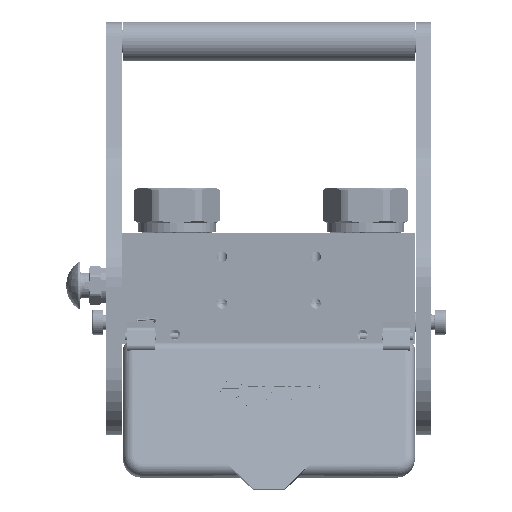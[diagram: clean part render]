
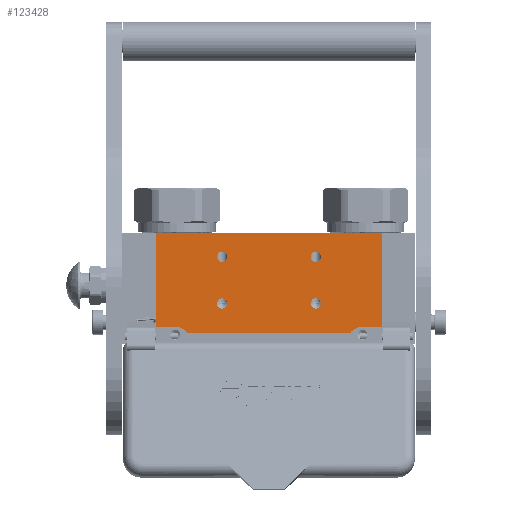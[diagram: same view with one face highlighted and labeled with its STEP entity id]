
A CAD part, left-side view. The second image highlights one B-rep face of the part: STEP entity #123428.
In plain terms, the highlighted face is planar.
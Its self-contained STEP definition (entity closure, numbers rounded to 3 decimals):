
#629 = CARTESIAN_POINT ( 'NONE',  ( 124., 18.3, -108. ) ) ;
#1007 = ORIENTED_EDGE ( 'NONE', *, *, #55065, .F. ) ;
#1941 = CARTESIAN_POINT ( 'NONE',  ( 64., 45., -108. ) ) ;
#2090 = CARTESIAN_POINT ( 'NONE',  ( 154., 60., -108. ) ) ;
#4048 = ORIENTED_EDGE ( 'NONE', *, *, #12743, .T. ) ;
#4225 = CARTESIAN_POINT ( 'NONE',  ( 166.7, 0., -108. ) ) ;
#4359 = DIRECTION ( 'NONE',  ( 0., 0., -1. ) ) ;
#4989 = VERTEX_POINT ( 'NONE', #69502 ) ;
#5815 = ORIENTED_EDGE ( 'NONE', *, *, #32520, .F. ) ;
#7331 = CARTESIAN_POINT ( 'NONE',  ( 64., 18.3, -108. ) ) ;
#9063 = CARTESIAN_POINT ( 'NONE',  ( 166.7, 60., -108. ) ) ;
#9159 = CARTESIAN_POINT ( 'NONE',  ( 21.3, 60., -108. ) ) ;
#10667 = ORIENTED_EDGE ( 'NONE', *, *, #115009, .F. ) ;
#10949 = CARTESIAN_POINT ( 'NONE',  ( 21.3, 60., -108. ) ) ;
#11547 = EDGE_LOOP ( 'NONE', ( #94100, #10667 ) ) ;
#12299 = DIRECTION ( 'NONE',  ( -1., 0., 0. ) ) ;
#12322 = ORIENTED_EDGE ( 'NONE', *, *, #31557, .F. ) ;
#12743 = EDGE_CURVE ( 'NONE', #112153, #97968, #42405, .T. ) ;
#13104 = DIRECTION ( 'NONE',  ( 0., 0., -1. ) ) ;
#13954 = CIRCLE ( 'NONE', #93687, 3.3 ) ;
#15462 = CARTESIAN_POINT ( 'NONE',  ( 42.146, 64.2, -108. ) ) ;
#16331 = DIRECTION ( 'NONE',  ( 0., 1., 0. ) ) ;
#16549 = CIRCLE ( 'NONE', #87073, 3.3 ) ;
#16578 = VECTOR ( 'NONE', #53090, 1000. ) ;
#16703 = CIRCLE ( 'NONE', #17513, 3.3 ) ;
#17217 = DIRECTION ( 'NONE',  ( 0., -1., 0. ) ) ;
#17355 = VECTOR ( 'NONE', #12299, 1000. ) ;
#17513 = AXIS2_PLACEMENT_3D ( 'NONE', #24201, #106282, #66599 ) ;
#17766 = AXIS2_PLACEMENT_3D ( 'NONE', #98491, #78410, #17217 ) ;
#18348 = CIRCLE ( 'NONE', #88396, 3.3 ) ;
#19477 = CARTESIAN_POINT ( 'NONE',  ( 166.7, 0., -108. ) ) ;
#20356 = CIRCLE ( 'NONE', #109855, 3.3 ) ;
#24201 = CARTESIAN_POINT ( 'NONE',  ( 124., 45., -108. ) ) ;
#25759 = CARTESIAN_POINT ( 'NONE',  ( 124., 15., -108. ) ) ;
#27303 = CARTESIAN_POINT ( 'NONE',  ( 124., 48.3, -108. ) ) ;
#27676 = LINE ( 'NONE', #4225, #59583 ) ;
#28231 = CIRCLE ( 'NONE', #57120, 3.3 ) ;
#30191 = VERTEX_POINT ( 'NONE', #44965 ) ;
#31557 = EDGE_CURVE ( 'NONE', #121156, #4989, #71947, .T. ) ;
#32217 = EDGE_LOOP ( 'NONE', ( #45263, #33151 ) ) ;
#32520 = EDGE_CURVE ( 'NONE', #47529, #121156, #109952, .T. ) ;
#32639 = CARTESIAN_POINT ( 'NONE',  ( 166.7, 60., -108. ) ) ;
#33151 = ORIENTED_EDGE ( 'NONE', *, *, #80047, .F. ) ;
#34625 = CARTESIAN_POINT ( 'NONE',  ( 64., 15., -108. ) ) ;
#35139 = CARTESIAN_POINT ( 'NONE',  ( 64., 11.7, -108. ) ) ;
#35355 = CIRCLE ( 'NONE', #39732, 10. ) ;
#36129 = VECTOR ( 'NONE', #75010, 1000. ) ;
#36608 = EDGE_CURVE ( 'NONE', #48044, #55331, #16703, .T. ) ;
#36818 = CARTESIAN_POINT ( 'NONE',  ( 145.854, 64.2, -108. ) ) ;
#36996 = EDGE_CURVE ( 'NONE', #97968, #50735, #115665, .T. ) ;
#39732 = AXIS2_PLACEMENT_3D ( 'NONE', #113446, #83582, #71996 ) ;
#42405 = LINE ( 'NONE', #76800, #87154 ) ;
#43860 = CARTESIAN_POINT ( 'NONE',  ( 124., 15., -108. ) ) ;
#44870 = DIRECTION ( 'NONE',  ( 0., 0., -1. ) ) ;
#44965 = CARTESIAN_POINT ( 'NONE',  ( 64., 48.3, -108. ) ) ;
#45263 = ORIENTED_EDGE ( 'NONE', *, *, #57942, .F. ) ;
#47492 = AXIS2_PLACEMENT_3D ( 'NONE', #19477, #59244, #131000 ) ;
#47529 = VERTEX_POINT ( 'NONE', #36818 ) ;
#47896 = EDGE_CURVE ( 'NONE', #113076, #30191, #28231, .T. ) ;
#48044 = VERTEX_POINT ( 'NONE', #127592 ) ;
#49236 = VERTEX_POINT ( 'NONE', #9063 ) ;
#50735 = VERTEX_POINT ( 'NONE', #10949 ) ;
#51421 = CARTESIAN_POINT ( 'NONE',  ( 21.3, 0., -108. ) ) ;
#51716 = CARTESIAN_POINT ( 'NONE',  ( 34., 70., -108. ) ) ;
#52324 = ORIENTED_EDGE ( 'NONE', *, *, #36608, .F. ) ;
#53090 = DIRECTION ( 'NONE',  ( 0., 1., 0. ) ) ;
#53738 = EDGE_CURVE ( 'NONE', #50735, #4989, #71481, .T. ) ;
#55065 = EDGE_CURVE ( 'NONE', #112018, #94226, #13954, .T. ) ;
#55146 = DIRECTION ( 'NONE',  ( 0., 1., 0. ) ) ;
#55331 = VERTEX_POINT ( 'NONE', #27303 ) ;
#55988 = DIRECTION ( 'NONE',  ( 0., 1., 0. ) ) ;
#56287 = DIRECTION ( 'NONE',  ( -1., 0., 0. ) ) ;
#56960 = CARTESIAN_POINT ( 'NONE',  ( 64., 45., -108. ) ) ;
#57120 = AXIS2_PLACEMENT_3D ( 'NONE', #1941, #74195, #83584 ) ;
#57942 = EDGE_CURVE ( 'NONE', #93353, #128536, #77009, .T. ) ;
#59244 = DIRECTION ( 'NONE',  ( 0., 0., -1. ) ) ;
#59583 = VECTOR ( 'NONE', #55988, 1000. ) ;
#60697 = DIRECTION ( 'NONE',  ( 0.815, -0.58, 0. ) ) ;
#62046 = ORIENTED_EDGE ( 'NONE', *, *, #125249, .F. ) ;
#64815 = EDGE_LOOP ( 'NONE', ( #127481, #4048, #65041, #105179, #12322, #5815, #128243, #113508 ) ) ;
#65041 = ORIENTED_EDGE ( 'NONE', *, *, #36996, .T. ) ;
#65919 = CARTESIAN_POINT ( 'NONE',  ( 124., 11.7, -108. ) ) ;
#66118 = FACE_BOUND ( 'NONE', #83003, .T. ) ;
#66599 = DIRECTION ( 'NONE',  ( 0., -1., 0. ) ) ;
#69502 = CARTESIAN_POINT ( 'NONE',  ( 34., 60., -108. ) ) ;
#71481 = LINE ( 'NONE', #9159, #127185 ) ;
#71486 = CARTESIAN_POINT ( 'NONE',  ( 124., 45., -108. ) ) ;
#71518 = EDGE_CURVE ( 'NONE', #94226, #112018, #18348, .T. ) ;
#71947 = CIRCLE ( 'NONE', #102593, 10. ) ;
#71996 = DIRECTION ( 'NONE',  ( 0., -1., 0. ) ) ;
#74195 = DIRECTION ( 'NONE',  ( 0., 0., -1. ) ) ;
#75010 = DIRECTION ( 'NONE',  ( -1., 0., 0. ) ) ;
#76800 = CARTESIAN_POINT ( 'NONE',  ( 166.7, 0., -108. ) ) ;
#77009 = CIRCLE ( 'NONE', #17766, 3.3 ) ;
#77487 = DIRECTION ( 'NONE',  ( 0., 0., -1. ) ) ;
#77709 = CARTESIAN_POINT ( 'NONE',  ( 64., 41.7, -108. ) ) ;
#78410 = DIRECTION ( 'NONE',  ( 0., 0., -1. ) ) ;
#79267 = DIRECTION ( 'NONE',  ( 1., 0., 0. ) ) ;
#79332 = PLANE ( 'NONE',  #47492 ) ;
#80047 = EDGE_CURVE ( 'NONE', #128536, #93353, #20356, .T. ) ;
#81747 = DIRECTION ( 'NONE',  ( 0., 1., 0. ) ) ;
#83003 = EDGE_LOOP ( 'NONE', ( #1007, #101553 ) ) ;
#83432 = VERTEX_POINT ( 'NONE', #2090 ) ;
#83516 = AXIS2_PLACEMENT_3D ( 'NONE', #56960, #77487, #16331 ) ;
#83582 = DIRECTION ( 'NONE',  ( 0., 0., -1. ) ) ;
#83584 = DIRECTION ( 'NONE',  ( 0., -1., 0. ) ) ;
#83680 = FACE_BOUND ( 'NONE', #32217, .T. ) ;
#83725 = CARTESIAN_POINT ( 'NONE',  ( 145.854, 64.2, -108. ) ) ;
#86980 = EDGE_LOOP ( 'NONE', ( #52324, #62046 ) ) ;
#87073 = AXIS2_PLACEMENT_3D ( 'NONE', #71486, #92500, #81747 ) ;
#87154 = VECTOR ( 'NONE', #56287, 1000. ) ;
#88396 = AXIS2_PLACEMENT_3D ( 'NONE', #25759, #4359, #116768 ) ;
#92500 = DIRECTION ( 'NONE',  ( 0., 0., -1. ) ) ;
#93353 = VERTEX_POINT ( 'NONE', #35139 ) ;
#93687 = AXIS2_PLACEMENT_3D ( 'NONE', #43860, #13104, #115270 ) ;
#94100 = ORIENTED_EDGE ( 'NONE', *, *, #47896, .F. ) ;
#94226 = VERTEX_POINT ( 'NONE', #629 ) ;
#96504 = FACE_BOUND ( 'NONE', #11547, .T. ) ;
#97968 = VERTEX_POINT ( 'NONE', #51421 ) ;
#97998 = EDGE_CURVE ( 'NONE', #83432, #47529, #35355, .T. ) ;
#98491 = CARTESIAN_POINT ( 'NONE',  ( 64., 15., -108. ) ) ;
#101324 = DIRECTION ( 'NONE',  ( 0., 0., -1. ) ) ;
#101553 = ORIENTED_EDGE ( 'NONE', *, *, #71518, .F. ) ;
#102593 = AXIS2_PLACEMENT_3D ( 'NONE', #51716, #101324, #60697 ) ;
#105179 = ORIENTED_EDGE ( 'NONE', *, *, #53738, .T. ) ;
#106043 = FACE_OUTER_BOUND ( 'NONE', #64815, .T. ) ;
#106282 = DIRECTION ( 'NONE',  ( 0., 0., -1. ) ) ;
#107941 = LINE ( 'NONE', #32639, #36129 ) ;
#108907 = EDGE_CURVE ( 'NONE', #112153, #49236, #27676, .T. ) ;
#109855 = AXIS2_PLACEMENT_3D ( 'NONE', #34625, #44870, #55146 ) ;
#109952 = LINE ( 'NONE', #83725, #17355 ) ;
#110123 = CIRCLE ( 'NONE', #83516, 3.3 ) ;
#112018 = VERTEX_POINT ( 'NONE', #65919 ) ;
#112153 = VERTEX_POINT ( 'NONE', #128284 ) ;
#113076 = VERTEX_POINT ( 'NONE', #77709 ) ;
#113446 = CARTESIAN_POINT ( 'NONE',  ( 154., 70., -108. ) ) ;
#113508 = ORIENTED_EDGE ( 'NONE', *, *, #121538, .F. ) ;
#115009 = EDGE_CURVE ( 'NONE', #30191, #113076, #110123, .T. ) ;
#115270 = DIRECTION ( 'NONE',  ( 0., -1., 0. ) ) ;
#115665 = LINE ( 'NONE', #123947, #16578 ) ;
#116768 = DIRECTION ( 'NONE',  ( 0., 1., 0. ) ) ;
#121156 = VERTEX_POINT ( 'NONE', #15462 ) ;
#121538 = EDGE_CURVE ( 'NONE', #49236, #83432, #107941, .T. ) ;
#123428 = ADVANCED_FACE ( 'NONE', ( #123514, #66118, #96504, #83680, #106043 ), #79332, .T. ) ;
#123514 = FACE_BOUND ( 'NONE', #86980, .T. ) ;
#123947 = CARTESIAN_POINT ( 'NONE',  ( 21.3, 0., -108. ) ) ;
#125249 = EDGE_CURVE ( 'NONE', #55331, #48044, #16549, .T. ) ;
#127185 = VECTOR ( 'NONE', #79267, 1000. ) ;
#127481 = ORIENTED_EDGE ( 'NONE', *, *, #108907, .F. ) ;
#127592 = CARTESIAN_POINT ( 'NONE',  ( 124., 41.7, -108. ) ) ;
#128243 = ORIENTED_EDGE ( 'NONE', *, *, #97998, .F. ) ;
#128284 = CARTESIAN_POINT ( 'NONE',  ( 166.7, 0., -108. ) ) ;
#128536 = VERTEX_POINT ( 'NONE', #7331 ) ;
#131000 = DIRECTION ( 'NONE',  ( -1., 0., 0. ) ) ;
